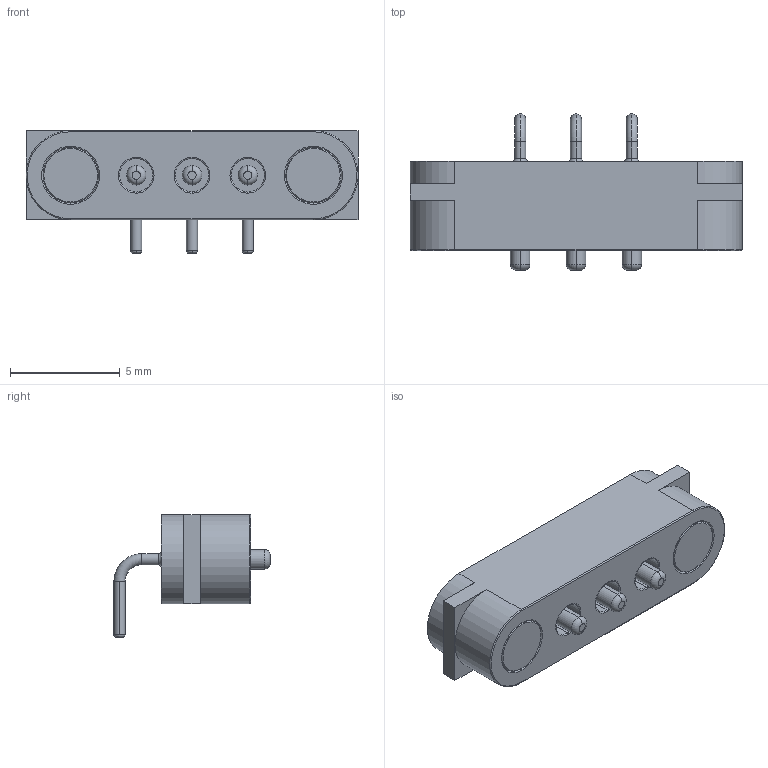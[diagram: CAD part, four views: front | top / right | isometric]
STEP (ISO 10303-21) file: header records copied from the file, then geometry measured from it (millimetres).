
FILE_DESCRIPTION (( 'STEP AP203' ), '1' );
FILE_NAME ('3pin_RA_mag_connector-POGO-Adafruit-5360.STEP', '2023-01-31T04:02:55', ( '' ), ( '' ), 'SwSTEP 2.0', 'SolidWorks 2013', '' );
FILE_SCHEMA (( 'CONFIG_CONTROL_DESIGN' ));
Length unit declared in the file: inch
Products named in the file (1): 3pin_RA_mag_connector-POGO-Adafruit-5360
Bounding box: 15.11 x 7.11 x 5.59 mm (x, y, z)
Volume: 239.3 mm3; surface area: 536.4 mm2
Topology: 6 solids, 6 shells, 114 faces, 248 edges, 152 vertices
Faces by surface type: cylinder 44, torus 36, plane 30, cone 4
Entity records: 3253 total; most frequent: DIRECTION 650, CARTESIAN_POINT 515, ORIENTED_EDGE 496, AXIS2_PLACEMENT_3D 287, EDGE_CURVE 248, CIRCLE 172, VERTEX_POINT 152, EDGE_LOOP 130
